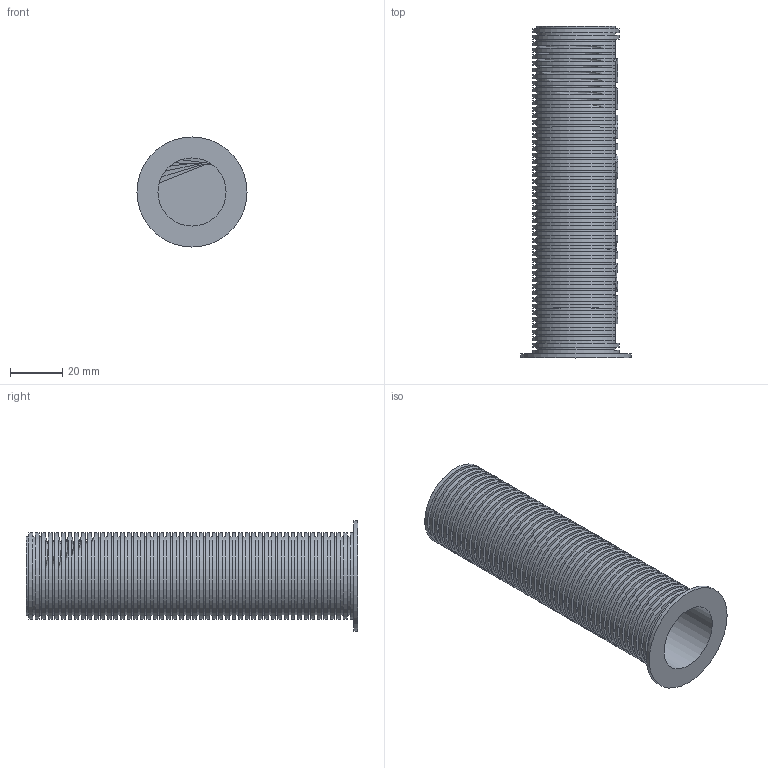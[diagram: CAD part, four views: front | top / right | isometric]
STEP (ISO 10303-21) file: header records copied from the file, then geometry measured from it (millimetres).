
FILE_DESCRIPTION(/* description */ (''),/* implementation_level */ '2;1');
FILE_NAME(/* name */ '24a2e8b4-1425-4394-9b1c-d1a918db6e35.stp',/* time_stamp */ '2025-06-21T21:54:41Z',/* author */ (''),/* organization */ (''),/* preprocessor_version */ 'ST-DEVELOPER v20.1',/* originating_system */ 'Autodesk Translation Framework v14.10.0.0',/* authorisation */ '');
FILE_SCHEMA (('AUTOMOTIVE_DESIGN { 1 0 10303 214 3 1 1 }'));
Length unit declared in the file: millimetre
Products named in the file (2): #14161; 2025-06-22-02-54-25-504
Assembly tree (1 placements, depth 2):
  #14161
    2025-06-22-02-54-25-504
Bounding box: 42 x 126.5 x 42 mm (x, y, z)
Volume: 34651.7 mm3; surface area: 39039.2 mm2
Topology: 1 solids, 1 shells, 397 faces, 1119 edges, 746 vertices
Faces by surface type: plane 264, cylinder 69, bspline 64
Full cylindrical faces by diameter (mm): 26 x1, 30 x4, 33 x4, 42 x1
Entity records: 14167 total; most frequent: CARTESIAN_POINT 3909, ORIENTED_EDGE 2238, DIRECTION 2021, EDGE_CURVE 1119, VERTEX_POINT 746, AXIS2_PLACEMENT_3D 694, LINE 633, VECTOR 633
